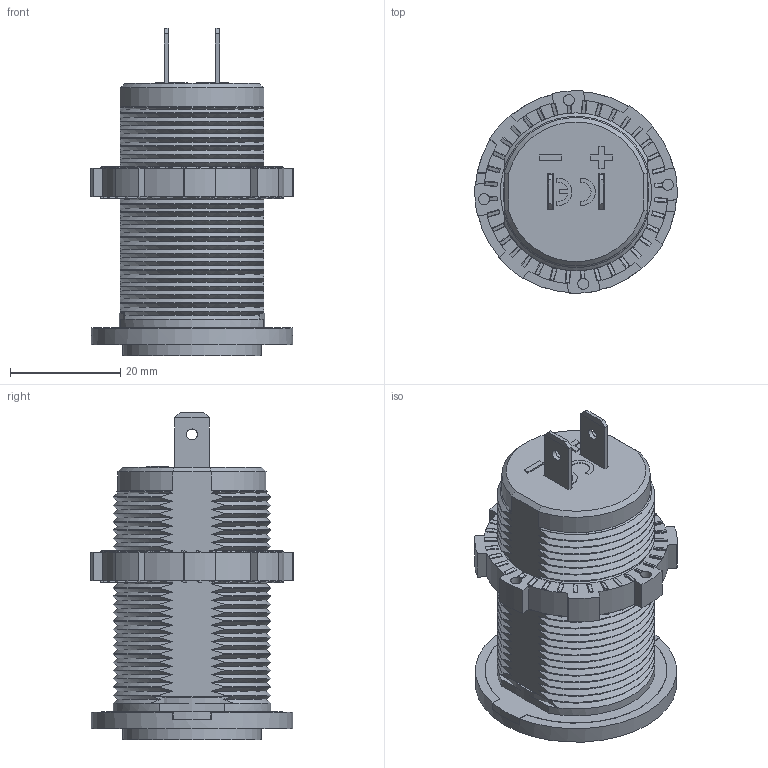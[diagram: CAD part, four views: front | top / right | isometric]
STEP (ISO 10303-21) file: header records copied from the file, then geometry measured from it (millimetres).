
FILE_DESCRIPTION(/* description */ (''),/* implementation_level */ '2;1');
FILE_NAME(/* name */ 'Tex4205-EVO_kundenmodell_20240202.step',/* time_stamp */ '2024-02-02T11:57:33+01:00',/* author */ (''),/* organization */ (''),/* preprocessor_version */ 'ST-DEVELOPER v20',/* originating_system */ 'Autodesk Translation Framework v12.14.0.127',/* authorisation */ '');
FILE_SCHEMA (('AUTOMOTIVE_DESIGN { 1 0 10303 214 3 1 1 }'));
Length unit declared in the file: millimetre
Products named in the file (7): Tex4205-EVO_kundenmodell_20240202; body; faston (1); faston; nut; rubber; front
Assembly tree (6 placements, depth 2):
  Tex4205-EVO_kundenmodell_20240202
    body
    faston (1)
    faston
    nut
    rubber
    front
Bounding box: 36.79 x 36.79 x 59.45 mm (x, y, z)
Volume: 34272.2 mm3; surface area: 14083.1 mm2
Topology: 6 solids, 6 shells, 1131 faces, 2999 edges, 1991 vertices
Faces by surface type: plane 639, cylinder 280, cone 120, bspline 92
Full cylindrical faces by diameter (mm): 2 x10, 25.1 x1, 26 x2, 26.5 x1, 26.9 x1, 27.5 x3, 36.6 x1
Entity records: 38849 total; most frequent: CARTESIAN_POINT 11130, ORIENTED_EDGE 5998, DIRECTION 5346, EDGE_CURVE 2999, VERTEX_POINT 1991, LINE 1940, VECTOR 1940, AXIS2_PLACEMENT_3D 1703
